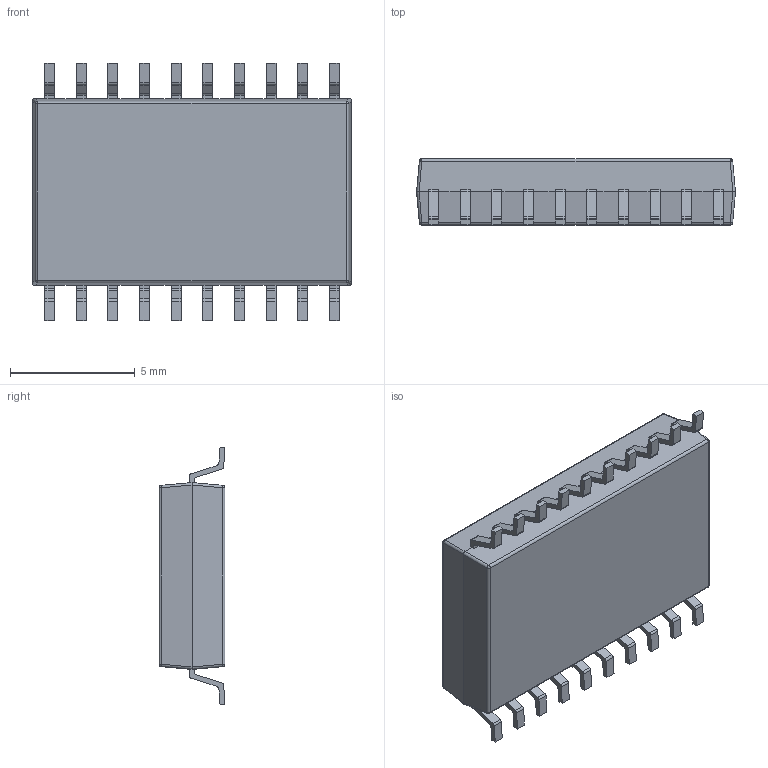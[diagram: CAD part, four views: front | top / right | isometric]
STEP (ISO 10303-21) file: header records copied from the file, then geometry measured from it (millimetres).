
FILE_DESCRIPTION (( 'STEP AP214' ), '1' );
FILE_NAME ('SOIC-20 Wide.STEP', '2016-04-18T21:37:50', ( '' ), ( '' ), 'SwSTEP 2.0', 'SolidWorks 2015', '' );
FILE_SCHEMA (( 'AUTOMOTIVE_DESIGN' ));
Length unit declared in the file: millimetre
Products named in the file (1): SOIC-20 Wide
Bounding box: 12.8 x 2.65 x 10.33 mm (x, y, z)
Volume: 251.7 mm3; surface area: 340.3 mm2
Topology: 1 solids, 1 shells, 297 faces, 858 edges, 556 vertices
Faces by surface type: plane 191, cylinder 98, sphere 8
Entity records: 12563 total; most frequent: CARTESIAN_POINT 1716, ORIENTED_EDGE 1700, DIRECTION 1630, EDGE_CURVE 850, LINE 658, VECTOR 658, VERTEX_POINT 556, AXIS2_PLACEMENT_3D 486
